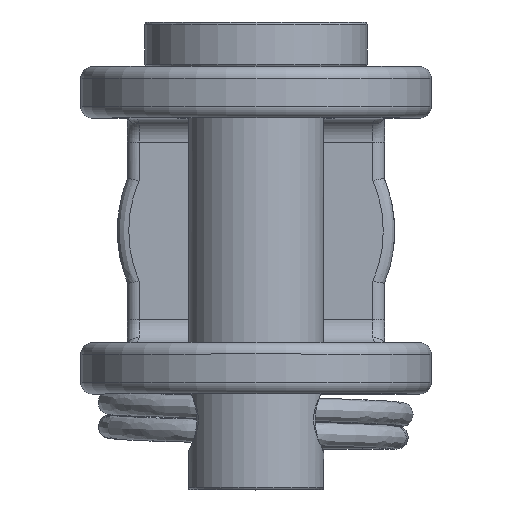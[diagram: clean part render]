
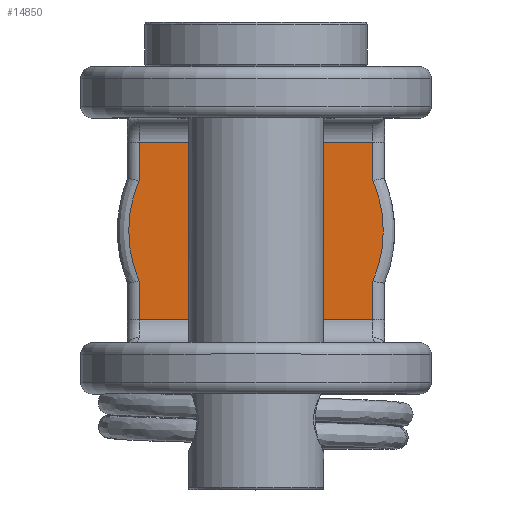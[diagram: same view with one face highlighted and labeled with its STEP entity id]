
A CAD part, top view. The second image highlights one B-rep face of the part: STEP entity #14850.
In plain terms, the highlighted planar face has unit normal (0, 0, 1).
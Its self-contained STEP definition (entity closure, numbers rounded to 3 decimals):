
#96 = ORIENTED_EDGE ( 'NONE', *, *, #6357, .T. ) ;
#211 = CARTESIAN_POINT ( 'NONE',  ( 5.256, -8.454, 0. ) ) ;
#248 = LINE ( 'NONE', #8472, #652 ) ;
#281 = ORIENTED_EDGE ( 'NONE', *, *, #1133, .T. ) ;
#652 = VECTOR ( 'NONE', #9773, 1000. ) ;
#764 = CARTESIAN_POINT ( 'NONE',  ( -5., 0., 0. ) ) ;
#841 = VECTOR ( 'NONE', #8882, 1000. ) ;
#1109 = DIRECTION ( 'NONE',  ( 1., 0., 0. ) ) ;
#1133 = EDGE_CURVE ( 'NONE', #9652, #15977, #2449, .T. ) ;
#1145 = VERTEX_POINT ( 'NONE', #10304 ) ;
#1453 = EDGE_CURVE ( 'NONE', #1145, #10035, #11744, .T. ) ;
#1841 = VERTEX_POINT ( 'NONE', #7385 ) ;
#2134 = EDGE_CURVE ( 'NONE', #6065, #6059, #3063, .T. ) ;
#2328 = ORIENTED_EDGE ( 'NONE', *, *, #4002, .T. ) ;
#2449 = LINE ( 'NONE', #2490, #8353 ) ;
#2490 = CARTESIAN_POINT ( 'NONE',  ( 5., 0., 0. ) ) ;
#2587 = CARTESIAN_POINT ( 'NONE',  ( -5., -4.852, 0. ) ) ;
#2639 = CARTESIAN_POINT ( 'NONE',  ( 5., -4.852, 0. ) ) ;
#3063 = LINE ( 'NONE', #764, #841 ) ;
#3161 = CARTESIAN_POINT ( 'NONE',  ( -5.442, -7.365, 0. ) ) ;
#3334 = ORIENTED_EDGE ( 'NONE', *, *, #1453, .T. ) ;
#4002 = EDGE_CURVE ( 'NONE', #10035, #5111, #15145, .T. ) ;
#4706 = CARTESIAN_POINT ( 'NONE',  ( -5.146, -5.192, 0. ) ) ;
#4885 = B_SPLINE_CURVE_WITH_KNOTS ( 'NONE', 3,
 ( #15796, #7919, #211, #10517, #10405, #11781, #13090, #6666, #9293, #2639 ),
 .UNSPECIFIED., .F., .F.,
 ( 4, 2, 2, 2, 4 ),
 ( 0., 0.001, 0.002, 0.003, 0.004 ),
 .UNSPECIFIED. ) ;
#4995 = ORIENTED_EDGE ( 'NONE', *, *, #2134, .T. ) ;
#5111 = VERTEX_POINT ( 'NONE', #5166 ) ;
#5166 = CARTESIAN_POINT ( 'NONE',  ( 5., -10.8, 0. ) ) ;
#5264 = CARTESIAN_POINT ( 'NONE',  ( 5.5, -10.8, 0. ) ) ;
#5893 = CARTESIAN_POINT ( 'NONE',  ( -5.404, -6.261, 0. ) ) ;
#6012 = CARTESIAN_POINT ( 'NONE',  ( -5.256, -5.546, 0. ) ) ;
#6059 = VERTEX_POINT ( 'NONE', #2587 ) ;
#6065 = VERTEX_POINT ( 'NONE', #8490 ) ;
#6169 = EDGE_CURVE ( 'NONE', #5111, #1841, #15727, .T. ) ;
#6357 = EDGE_CURVE ( 'NONE', #1841, #9652, #4885, .T. ) ;
#6508 = DIRECTION ( 'NONE',  ( 0., 1., 0. ) ) ;
#6555 = DIRECTION ( 'NONE',  ( 0., -1., 0. ) ) ;
#6666 = CARTESIAN_POINT ( 'NONE',  ( 5.256, -5.544, 0. ) ) ;
#7246 = CARTESIAN_POINT ( 'NONE',  ( -5.442, -6.625, 0. ) ) ;
#7385 = CARTESIAN_POINT ( 'NONE',  ( 5., -9.148, 0. ) ) ;
#7622 = B_SPLINE_CURVE_WITH_KNOTS ( 'NONE', 3,
 ( #10902, #4706, #6012, #5893, #7246, #3161, #13709, #16080, #8608, #16304 ),
 .UNSPECIFIED., .F., .F.,
 ( 4, 2, 2, 2, 4 ),
 ( 0., 0.001, 0.002, 0.003, 0.004 ),
 .UNSPECIFIED. ) ;
#7901 = VECTOR ( 'NONE', #1109, 1000. ) ;
#7919 = CARTESIAN_POINT ( 'NONE',  ( 5.146, -8.808, 0. ) ) ;
#8226 = ORIENTED_EDGE ( 'NONE', *, *, #6169, .T. ) ;
#8353 = VECTOR ( 'NONE', #12817, 1000. ) ;
#8472 = CARTESIAN_POINT ( 'NONE',  ( -5.5, -3.2, 0. ) ) ;
#8490 = CARTESIAN_POINT ( 'NONE',  ( -5., -3.2, 0. ) ) ;
#8608 = CARTESIAN_POINT ( 'NONE',  ( -5.146, -8.808, 0. ) ) ;
#8826 = PLANE ( 'NONE',  #9436 ) ;
#8882 = DIRECTION ( 'NONE',  ( 0., -1., 0. ) ) ;
#8955 = CARTESIAN_POINT ( 'NONE',  ( 5., -4.852, 0. ) ) ;
#8981 = ORIENTED_EDGE ( 'NONE', *, *, #15613, .T. ) ;
#9293 = CARTESIAN_POINT ( 'NONE',  ( 5.146, -5.192, 0. ) ) ;
#9436 = AXIS2_PLACEMENT_3D ( 'NONE', #10115, #12788, #14086 ) ;
#9652 = VERTEX_POINT ( 'NONE', #8955 ) ;
#9773 = DIRECTION ( 'NONE',  ( -1., 0., 0. ) ) ;
#10035 = VERTEX_POINT ( 'NONE', #11465 ) ;
#10115 = CARTESIAN_POINT ( 'NONE',  ( 0., 0., 0. ) ) ;
#10304 = CARTESIAN_POINT ( 'NONE',  ( -5., -9.148, 0. ) ) ;
#10386 = FACE_OUTER_BOUND ( 'NONE', #12866, .T. ) ;
#10405 = CARTESIAN_POINT ( 'NONE',  ( 5.442, -7.375, 0. ) ) ;
#10517 = CARTESIAN_POINT ( 'NONE',  ( 5.404, -7.739, 0. ) ) ;
#10705 = ORIENTED_EDGE ( 'NONE', *, *, #11446, .T. ) ;
#10902 = CARTESIAN_POINT ( 'NONE',  ( -5., -4.852, 0. ) ) ;
#11446 = EDGE_CURVE ( 'NONE', #6059, #1145, #7622, .T. ) ;
#11465 = CARTESIAN_POINT ( 'NONE',  ( -5., -10.8, 0. ) ) ;
#11744 = LINE ( 'NONE', #15409, #13974 ) ;
#11781 = CARTESIAN_POINT ( 'NONE',  ( 5.442, -6.635, 0. ) ) ;
#12788 = DIRECTION ( 'NONE',  ( 0., 0., -1. ) ) ;
#12817 = DIRECTION ( 'NONE',  ( 0., 1., 0. ) ) ;
#12866 = EDGE_LOOP ( 'NONE', ( #96, #281, #8981, #4995, #10705, #3334, #2328, #8226 ) ) ;
#13090 = CARTESIAN_POINT ( 'NONE',  ( 5.405, -6.269, 0. ) ) ;
#13709 = CARTESIAN_POINT ( 'NONE',  ( -5.405, -7.731, 0. ) ) ;
#13974 = VECTOR ( 'NONE', #6555, 1000. ) ;
#14086 = DIRECTION ( 'NONE',  ( -1., 0., 0. ) ) ;
#14688 = CARTESIAN_POINT ( 'NONE',  ( 5., -3.2, 0. ) ) ;
#14850 = ADVANCED_FACE ( 'NONE', ( #10386 ), #8826, .F. ) ;
#15115 = VECTOR ( 'NONE', #6508, 1000. ) ;
#15145 = LINE ( 'NONE', #5264, #7901 ) ;
#15409 = CARTESIAN_POINT ( 'NONE',  ( -5., 0., 0. ) ) ;
#15613 = EDGE_CURVE ( 'NONE', #15977, #6065, #248, .T. ) ;
#15727 = LINE ( 'NONE', #16644, #15115 ) ;
#15796 = CARTESIAN_POINT ( 'NONE',  ( 5., -9.148, 0. ) ) ;
#15977 = VERTEX_POINT ( 'NONE', #14688 ) ;
#16080 = CARTESIAN_POINT ( 'NONE',  ( -5.256, -8.456, 0. ) ) ;
#16304 = CARTESIAN_POINT ( 'NONE',  ( -5., -9.148, 0. ) ) ;
#16644 = CARTESIAN_POINT ( 'NONE',  ( 5., 0., 0. ) ) ;
